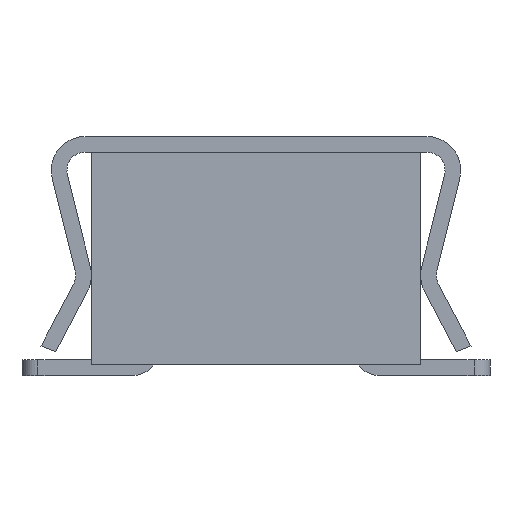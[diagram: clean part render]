
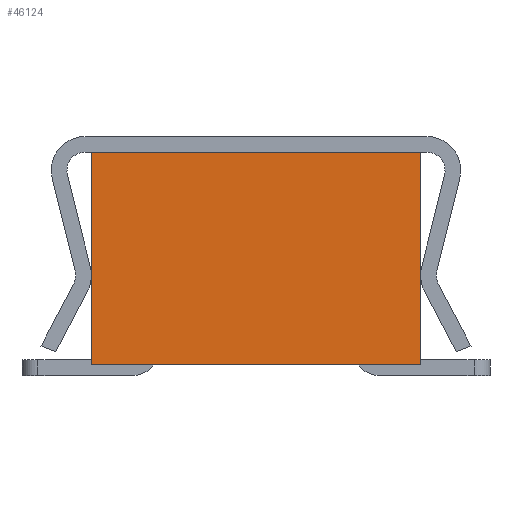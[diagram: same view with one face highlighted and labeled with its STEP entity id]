
A CAD part, front view. The second image highlights one B-rep face of the part: STEP entity #46124.
In plain terms, the highlighted face is planar.
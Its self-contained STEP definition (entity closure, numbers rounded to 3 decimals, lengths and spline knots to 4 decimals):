
#4314=ORIENTED_EDGE('',*,*,#14182,.T.);
#4315=ORIENTED_EDGE('',*,*,#13269,.T.);
#4316=ORIENTED_EDGE('',*,*,#14183,.T.);
#4317=ORIENTED_EDGE('',*,*,#14184,.T.);
#13269=EDGE_CURVE('',#18439,#18441,#21735,.T.);
#14182=EDGE_CURVE('',#19034,#18439,#22570,.T.);
#14183=EDGE_CURVE('',#18441,#19035,#22571,.T.);
#14184=EDGE_CURVE('',#19035,#19034,#22572,.T.);
#18439=VERTEX_POINT('',#61275);
#18441=VERTEX_POINT('',#61279);
#19034=VERTEX_POINT('',#63047);
#19035=VERTEX_POINT('',#63049);
#21735=LINE('',#61280,#25291);
#22570=LINE('',#63046,#26126);
#22571=LINE('',#63048,#26127);
#22572=LINE('',#63050,#26128);
#25291=VECTOR('',#51308,1000.);
#26126=VECTOR('',#52821,1000.);
#26127=VECTOR('',#52822,1000.);
#26128=VECTOR('',#52823,1000.);
#28743=EDGE_LOOP('',(#4314,#4315,#4316,#4317));
#30597=FACE_BOUND('',#28743,.T.);
#32427=PLANE('',#48071);
#46124=ADVANCED_FACE('',(#30597),#32427,.T.);
#48071=AXIS2_PLACEMENT_3D('',#63045,#52819,#52820);
#51308=DIRECTION('',(0.,1.,0.));
#52819=DIRECTION('',(-1.,0.,0.));
#52820=DIRECTION('',(0.,0.,1.));
#52821=DIRECTION('',(0.,0.,1.));
#52822=DIRECTION('',(0.,0.,-1.));
#52823=DIRECTION('',(0.,-1.,0.));
#61275=CARTESIAN_POINT('',(-8.455,-1.55,1.));
#61279=CARTESIAN_POINT('',(-8.455,1.55,1.));
#61280=CARTESIAN_POINT('',(-8.455,-1.55,1.));
#63045=CARTESIAN_POINT('',(-8.455,0.,0.));
#63046=CARTESIAN_POINT('',(-8.455,-1.55,-1.));
#63047=CARTESIAN_POINT('',(-8.455,-1.55,-1.));
#63048=CARTESIAN_POINT('',(-8.455,1.55,1.));
#63049=CARTESIAN_POINT('',(-8.455,1.55,-1.));
#63050=CARTESIAN_POINT('',(-8.455,1.55,-1.));
